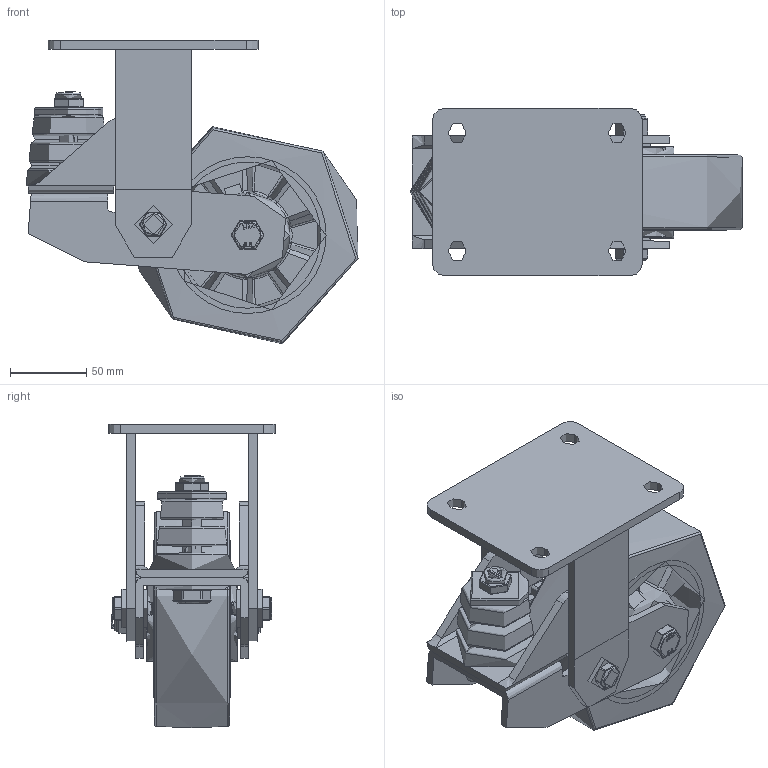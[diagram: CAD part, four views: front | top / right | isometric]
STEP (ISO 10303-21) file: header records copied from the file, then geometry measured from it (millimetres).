
FILE_DESCRIPTION(/* description */ (''),/* implementation_level */ '2;1');
FILE_NAME(/* name */ 'BZKFL150SPABJSPR200.step',/* time_stamp */ '2024-09-25T15:56:33+01:00',/* author */ (''),/* organization */ (''),/* preprocessor_version */ 'ST-DEVELOPER v20',/* originating_system */ 'Autodesk Translation Framework v13.20.0.188',/* authorisation */ '');
FILE_SCHEMA (('AUTOMOTIVE_DESIGN { 1 0 10303 214 3 1 1 }'));
Products named in the file (36): BZKFL150SPABJSPR200; BZKFL150ASSPR200 v1 (1); BZKFL150ASSPR200; FABRICATED STEEL BRACKET; FABRICATED STEEL BRACKET Geometry; WASHER; NUT; BOLT; WASHER2; BOLT2; BLACK RUBBER SPRING; RUBBER; METAL; BZH150WSPABJM20 v1; 75 SHORE A POLYURETHANE TYRE; ALUMINIUM RIM; BEARING6204; BALL BEARINGS; BEARING6204 (1); BALL BEARINGS (1); Component3; INNER; OUTER; MIDDLE; RUBBER (1); BEARING SPACER; TH20X2X12 v1; ZINC PLATED HEADED SPACER; TH20X2X12 v1 (1); ZINC PLATED HEADED SPACER (1); HEXBOLTM12X90Z8.8 v2; GRADE 8.8 ZINC PLATED BOLT; NYLOCM12Z14MM v1; NYLOC NUT; NUT (1); RUBBER (2)
Assembly tree (58 placements, depth 5):
  BZKFL150SPABJSPR200
    BZKFL150ASSPR200 v1 (1)
      BZKFL150ASSPR200
      FABRICATED STEEL BRACKET
        FABRICATED STEEL BRACKET Geometry
        WASHER
        NUT
        BOLT
        WASHER2  x4
        BOLT2  x2
      BLACK RUBBER SPRING
        RUBBER
        METAL
    BZH150WSPABJM20 v1
      75 SHORE A POLYURETHANE TYRE
      ALUMINIUM RIM
      BEARING6204
        INNER
        OUTER
        BALL BEARINGS
          Component3  x8
        MIDDLE
        RUBBER (1)
      BEARING6204 (1)
        BALL BEARINGS (1)
          Component3  x8
        INNER
        OUTER
        MIDDLE
        RUBBER (1)
      BEARING SPACER
    TH20X2X12 v1
      ZINC PLATED HEADED SPACER
    TH20X2X12 v1 (1)
      ZINC PLATED HEADED SPACER (1)
    HEXBOLTM12X90Z8.8 v2
      GRADE 8.8 ZINC PLATED BOLT
    NYLOCM12Z14MM v1
      NYLOC NUT
        NUT (1)
        RUBBER (2)
Bounding box: 218.08 x 110 x 199.33 mm (x, y, z)
Volume: 1064067 mm3; surface area: 330918.7 mm2
Topology: 47 solids, 47 shells, 1573 faces, 3924 edges, 2517 vertices
Faces by surface type: plane 506, bspline 500, cylinder 365, sphere 124, torus 67, cone 11
Full cylindrical faces by diameter (mm): 8 x32, 9.836 x16, 10 x65, 11.834 x16, 12 x9, 12.2 x2, 12.75 x2, 14 x2, 17 x1, 17.75 x1, 18.5 x1, 19.8 x2, 20 x4, 24 x1, 25 x6, 27 x2, 28.5 x8, 30.8 x4, 31.3 x4, 40.3 x4, 40.5 x4, 40.8 x4, 42 x10, 44 x1, 45 x1, 47 x4, 50 x1, 55.5 x2, 96 x2, 103 x2
Entity records: 144995 total; most frequent: CARTESIAN_POINT 118673, ORIENTED_EDGE 5646, DIRECTION 4563, EDGE_CURVE 2823, VERTEX_POINT 1798, AXIS2_PLACEMENT_3D 1772, EDGE_LOOP 1307, FACE_OUTER_BOUND 1152
